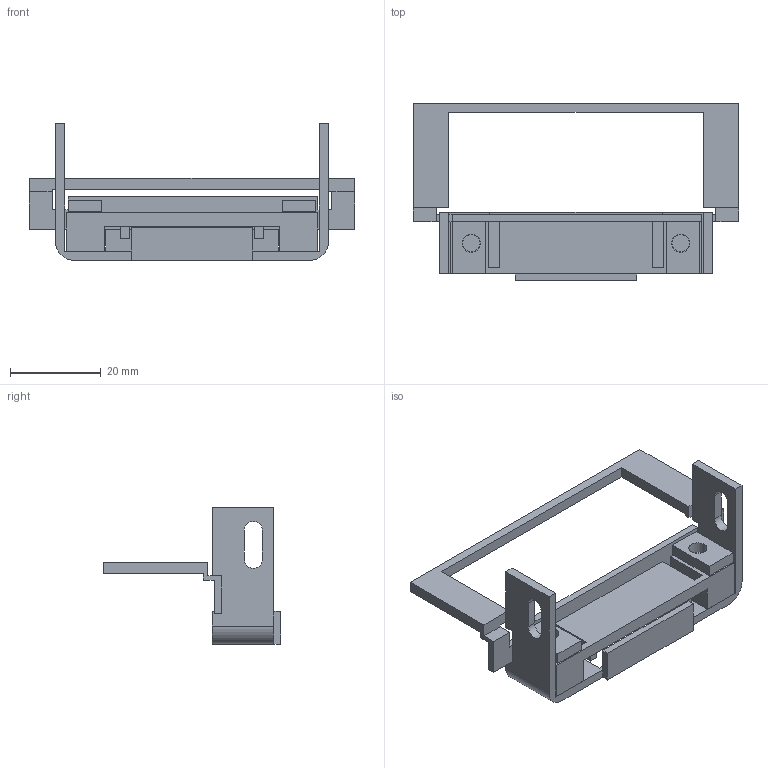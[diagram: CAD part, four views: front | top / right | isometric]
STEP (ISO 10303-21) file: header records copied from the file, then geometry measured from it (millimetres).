
FILE_DESCRIPTION(/* description */ (''),/* implementation_level */ '2;1');
FILE_NAME(/* name */ 'Front_bezel_a1 v9.step',/* time_stamp */ '2021-06-25T15:04:53+02:00',/* author */ (''),/* organization */ (''),/* preprocessor_version */ 'ST-DEVELOPER v18.1',/* originating_system */ 'Autodesk Translation Framework v10.9.0.1377',/* authorisation */ '');
FILE_SCHEMA (('AUTOMOTIVE_DESIGN { 1 0 10303 214 3 1 1 }'));
Length unit declared in the file: millimetre
Products named in the file (4): Front_bezel_a1; front_bezel; bezel_inner_holder; front_plate
Assembly tree (3 placements, depth 2):
  Front_bezel_a1
    front_bezel
    bezel_inner_holder
    front_plate
Bounding box: 71.5 x 39 x 30 mm (x, y, z)
Volume: 7799.3 mm3; surface area: 9657.7 mm2
Topology: 3 solids, 3 shells, 117 faces, 324 edges, 215 vertices
Faces by surface type: plane 103, cylinder 14
Full cylindrical faces by diameter (mm): 3.8 x2, 4 x4, 4.5 x2
Entity records: 3831 total; most frequent: CARTESIAN_POINT 663, ORIENTED_EDGE 648, DIRECTION 600, EDGE_CURVE 324, LINE 296, VECTOR 296, VERTEX_POINT 215, AXIS2_PLACEMENT_3D 152
